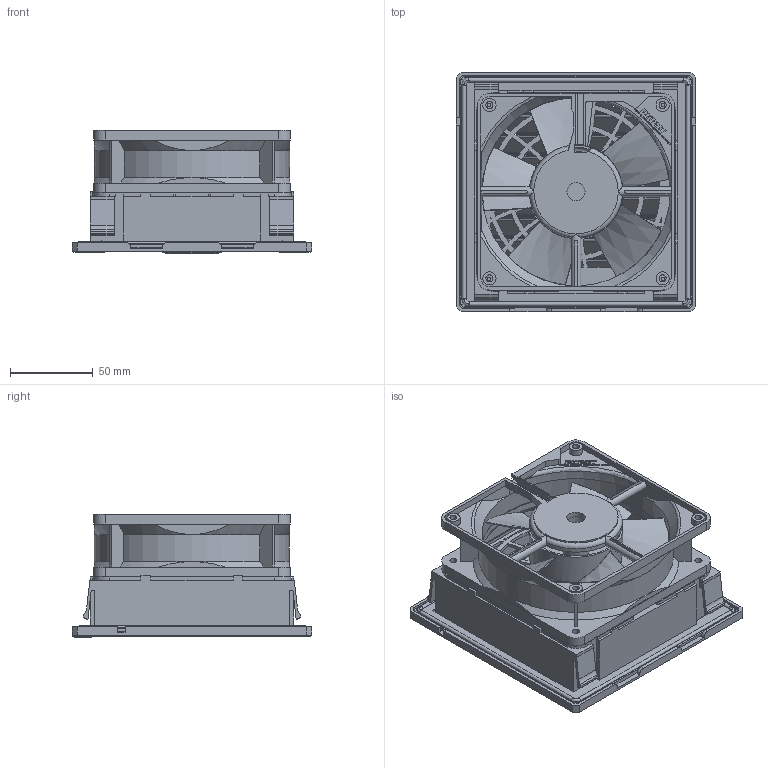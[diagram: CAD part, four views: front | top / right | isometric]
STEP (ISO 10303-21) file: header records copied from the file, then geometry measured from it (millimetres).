
FILE_DESCRIPTION(/* description */ (''),/* implementation_level */ '2;1');
FILE_NAME(/* name */ 'MF 125.stp',/* time_stamp */ '2023-12-21T11:27:10+03:00',/* author */ ('Василий'),/* organization */ (''),/* preprocessor_version */ 'ST-DEVELOPER v18.1',/* originating_system */ 'Autodesk Inventor 2022',/* authorisation */ '');
FILE_SCHEMA (('AUTOMOTIVE_DESIGN { 1 0 10303 214 3 1 1 }'));
Products named in the file (6): MF 125; Корпус 125х125; Уплотнитель; Решетка 125х1
25; Логотип MEGE Cool; vent_119x119
Assembly tree (5 placements, depth 2):
  MF 125
    Корпус 125х125
    Уплотнитель
    Решетка 125х1
25
    Логотип MEGE Cool
    vent_119x119
Bounding box: 145 x 145 x 74.85 mm (x, y, z)
Volume: 186274.4 mm3; surface area: 232531.4 mm2
Topology: 6 solids, 6 shells, 3329 faces, 8525 edges, 5651 vertices
Faces by surface type: plane 2236, cylinder 553, bspline 468, torus 40, cone 32
Full cylindrical faces by diameter (mm): 2.3 x4, 3.4 x2, 3.5 x2, 4.3 x8, 6 x3, 7 x2, 8 x8, 8.5 x2, 11 x1, 14 x1, 19 x1, 54 x1, 56.5 x1, 114.889 x1
Entity records: 119091 total; most frequent: CARTESIAN_POINT 36034, ORIENTED_EDGE 17050, DIRECTION 16243, EDGE_CURVE 8525, LINE 5803, VECTOR 5803, VERTEX_POINT 5651, AXIS2_PLACEMENT_3D 5220
